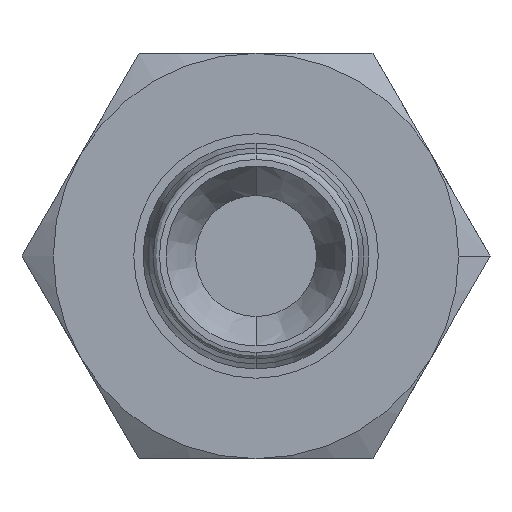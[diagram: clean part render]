
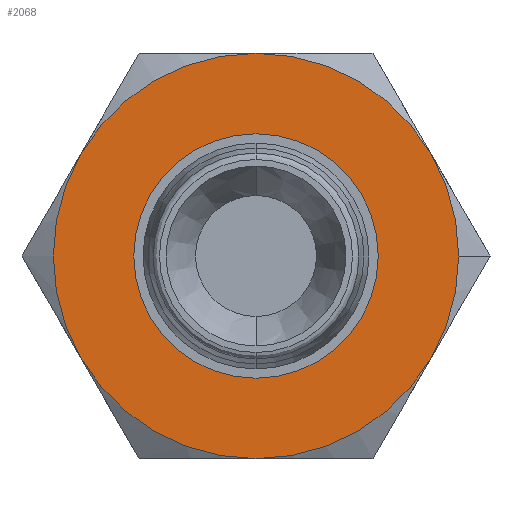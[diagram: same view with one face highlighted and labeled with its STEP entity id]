
A CAD part, left-side view. The second image highlights one B-rep face of the part: STEP entity #2068.
In plain terms, the highlighted face is planar.
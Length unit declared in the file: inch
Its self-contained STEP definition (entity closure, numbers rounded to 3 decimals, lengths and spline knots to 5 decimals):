
#90 = DIRECTION ( 'NONE',  ( 0., -1., 0. ) ) ;
#93 = VERTEX_POINT ( 'NONE', #956 ) ;
#160 = CARTESIAN_POINT ( 'NONE',  ( 0., -0.12567, 0. ) ) ;
#202 = DIRECTION ( 'NONE',  ( 0., 0., 1. ) ) ;
#218 = DIRECTION ( 'NONE',  ( 0., 0., 1. ) ) ;
#268 = DIRECTION ( 'NONE',  ( 0., 1., 0. ) ) ;
#347 = EDGE_LOOP ( 'NONE', ( #1103, #2017 ) ) ;
#352 = ORIENTED_EDGE ( 'NONE', *, *, #1528, .F. ) ;
#521 = CIRCLE ( 'NONE', #4413, 0.1575 ) ;
#559 = CARTESIAN_POINT ( 'NONE',  ( 0.07875, -0.12567, -0.1364 ) ) ;
#664 = AXIS2_PLACEMENT_3D ( 'NONE', #3492, #2821, #218 ) ;
#689 = ORIENTED_EDGE ( 'NONE', *, *, #2356, .F. ) ;
#705 = AXIS2_PLACEMENT_3D ( 'NONE', #4205, #1615, #2346 ) ;
#718 = VERTEX_POINT ( 'NONE', #3434 ) ;
#788 = VERTEX_POINT ( 'NONE', #2828 ) ;
#853 = CARTESIAN_POINT ( 'NONE',  ( 0., -0.12567, 0. ) ) ;
#867 = CARTESIAN_POINT ( 'NONE',  ( 0., -0.12567, -0.1575 ) ) ;
#956 = CARTESIAN_POINT ( 'NONE',  ( 0., -0.12567, -0.059 ) ) ;
#969 = DIRECTION ( 'NONE',  ( 0., 1., 0. ) ) ;
#1058 = PLANE ( 'NONE',  #2331 ) ;
#1087 = CIRCLE ( 'NONE', #705, 0.1575 ) ;
#1103 = ORIENTED_EDGE ( 'NONE', *, *, #1954, .F. ) ;
#1132 = EDGE_CURVE ( 'NONE', #4714, #3897, #2691, .T. ) ;
#1168 = CIRCLE ( 'NONE', #1904, 0.1575 ) ;
#1289 = VERTEX_POINT ( 'NONE', #3302 ) ;
#1319 = CARTESIAN_POINT ( 'NONE',  ( 0., -0.12567, 0. ) ) ;
#1352 = CIRCLE ( 'NONE', #2938, 0.059 ) ;
#1377 = CARTESIAN_POINT ( 'NONE',  ( 0., -0.12567, 0. ) ) ;
#1504 = DIRECTION ( 'NONE',  ( 0., 0., 1. ) ) ;
#1528 = EDGE_CURVE ( 'NONE', #1967, #4714, #3255, .T. ) ;
#1560 = EDGE_CURVE ( 'NONE', #93, #1289, #2692, .T. ) ;
#1615 = DIRECTION ( 'NONE',  ( 0., 1., 0. ) ) ;
#1762 = CARTESIAN_POINT ( 'NONE',  ( -0.07875, -0.12567, -0.1364 ) ) ;
#1773 = EDGE_CURVE ( 'NONE', #788, #1847, #521, .T. ) ;
#1780 = CARTESIAN_POINT ( 'NONE',  ( 0., -0.12567, 0. ) ) ;
#1847 = VERTEX_POINT ( 'NONE', #3005 ) ;
#1879 = ORIENTED_EDGE ( 'NONE', *, *, #2157, .F. ) ;
#1904 = AXIS2_PLACEMENT_3D ( 'NONE', #3096, #2671, #3379 ) ;
#1907 = DIRECTION ( 'NONE',  ( 0., 0., 1. ) ) ;
#1954 = EDGE_CURVE ( 'NONE', #1289, #93, #1352, .T. ) ;
#1967 = VERTEX_POINT ( 'NONE', #559 ) ;
#2017 = ORIENTED_EDGE ( 'NONE', *, *, #1560, .F. ) ;
#2068 = ADVANCED_FACE ( 'NONE', ( #2430, #2134 ), #1058, .F. ) ;
#2105 = AXIS2_PLACEMENT_3D ( 'NONE', #1377, #969, #2817 ) ;
#2123 = DIRECTION ( 'NONE',  ( 0., 1., 0. ) ) ;
#2134 = FACE_OUTER_BOUND ( 'NONE', #3433, .T. ) ;
#2143 = DIRECTION ( 'NONE',  ( 0., 0., 1. ) ) ;
#2157 = EDGE_CURVE ( 'NONE', #3897, #788, #3785, .T. ) ;
#2331 = AXIS2_PLACEMENT_3D ( 'NONE', #1780, #268, #4316 ) ;
#2346 = DIRECTION ( 'NONE',  ( 0., 0., 1. ) ) ;
#2356 = EDGE_CURVE ( 'NONE', #1847, #4065, #2710, .T. ) ;
#2430 = FACE_BOUND ( 'NONE', #347, .T. ) ;
#2552 = AXIS2_PLACEMENT_3D ( 'NONE', #853, #90, #3753 ) ;
#2671 = DIRECTION ( 'NONE',  ( 0., -1., 0. ) ) ;
#2691 = CIRCLE ( 'NONE', #664, 0.1575 ) ;
#2692 = CIRCLE ( 'NONE', #2552, 0.059 ) ;
#2710 = CIRCLE ( 'NONE', #2105, 0.1575 ) ;
#2711 = ORIENTED_EDGE ( 'NONE', *, *, #1773, .F. ) ;
#2817 = DIRECTION ( 'NONE',  ( 0., 0., 1. ) ) ;
#2821 = DIRECTION ( 'NONE',  ( 0., 1., 0. ) ) ;
#2828 = CARTESIAN_POINT ( 'NONE',  ( -0.1575, -0.12567, 0. ) ) ;
#2938 = AXIS2_PLACEMENT_3D ( 'NONE', #1319, #3499, #202 ) ;
#2939 = DIRECTION ( 'NONE',  ( 0., 1., 0. ) ) ;
#2941 = AXIS2_PLACEMENT_3D ( 'NONE', #3605, #2123, #1504 ) ;
#3005 = CARTESIAN_POINT ( 'NONE',  ( -0.07875, -0.12567, 0.1364 ) ) ;
#3018 = ORIENTED_EDGE ( 'NONE', *, *, #3467, .T. ) ;
#3096 = CARTESIAN_POINT ( 'NONE',  ( 0., -0.12567, 0. ) ) ;
#3255 = CIRCLE ( 'NONE', #4623, 0.1575 ) ;
#3257 = CARTESIAN_POINT ( 'NONE',  ( 0., -0.12567, 0. ) ) ;
#3298 = ORIENTED_EDGE ( 'NONE', *, *, #3558, .F. ) ;
#3302 = CARTESIAN_POINT ( 'NONE',  ( 0., -0.12567, 0.059 ) ) ;
#3379 = DIRECTION ( 'NONE',  ( 0., 0., -1. ) ) ;
#3433 = EDGE_LOOP ( 'NONE', ( #3298, #689, #2711, #1879, #4159, #352, #3018 ) ) ;
#3434 = CARTESIAN_POINT ( 'NONE',  ( 0.1575, -0.12567, 0. ) ) ;
#3467 = EDGE_CURVE ( 'NONE', #1967, #718, #1168, .T. ) ;
#3492 = CARTESIAN_POINT ( 'NONE',  ( 0., -0.12567, 0. ) ) ;
#3499 = DIRECTION ( 'NONE',  ( 0., -1., 0. ) ) ;
#3558 = EDGE_CURVE ( 'NONE', #4065, #718, #1087, .T. ) ;
#3605 = CARTESIAN_POINT ( 'NONE',  ( 0., -0.12567, 0. ) ) ;
#3650 = CARTESIAN_POINT ( 'NONE',  ( 0.07875, -0.12567, 0.1364 ) ) ;
#3753 = DIRECTION ( 'NONE',  ( 0., 0., 1. ) ) ;
#3785 = CIRCLE ( 'NONE', #2941, 0.1575 ) ;
#3897 = VERTEX_POINT ( 'NONE', #1762 ) ;
#3975 = DIRECTION ( 'NONE',  ( 0., 1., 0. ) ) ;
#4065 = VERTEX_POINT ( 'NONE', #3650 ) ;
#4159 = ORIENTED_EDGE ( 'NONE', *, *, #1132, .F. ) ;
#4205 = CARTESIAN_POINT ( 'NONE',  ( 0., -0.12567, 0. ) ) ;
#4316 = DIRECTION ( 'NONE',  ( 0., 0., 1. ) ) ;
#4413 = AXIS2_PLACEMENT_3D ( 'NONE', #3257, #3975, #2143 ) ;
#4623 = AXIS2_PLACEMENT_3D ( 'NONE', #160, #2939, #1907 ) ;
#4714 = VERTEX_POINT ( 'NONE', #867 ) ;
